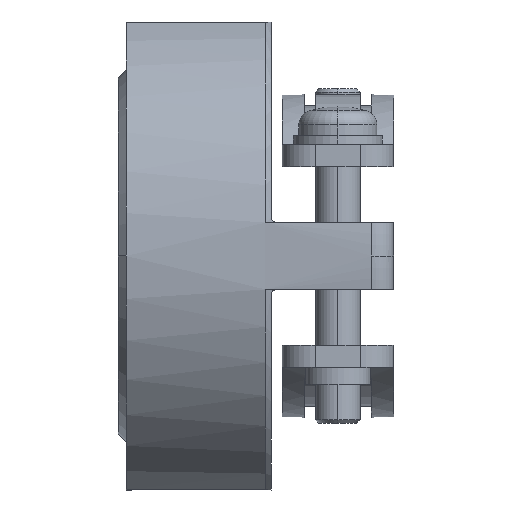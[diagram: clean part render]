
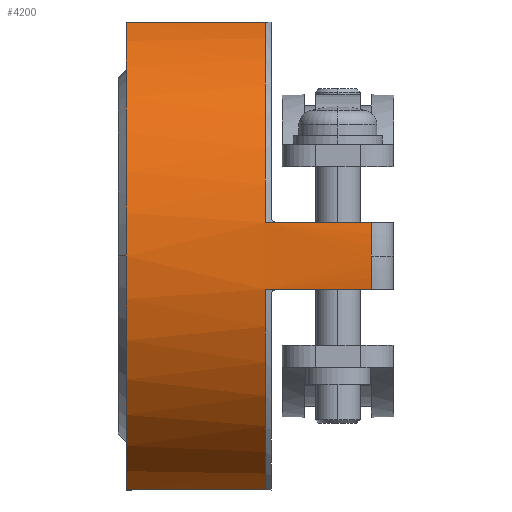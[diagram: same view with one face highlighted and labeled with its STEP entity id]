
A CAD part, front view. The second image highlights one B-rep face of the part: STEP entity #4200.
In plain terms, the highlighted cylindrical face has radius 22.5 mm (diameter 45 mm), a partial arc.
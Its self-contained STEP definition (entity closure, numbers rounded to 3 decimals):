
#3410=CARTESIAN_POINT('',(287.064,0.,0.));
#3420=DIRECTION('',(-1.,0.,0.));
#3430=DIRECTION('',(0.,0.,1.));
#3440=AXIS2_PLACEMENT_3D('',#3410,#3420,#3430);
#3450=CYLINDRICAL_SURFACE('',#3440,22.5);
#3460=CARTESIAN_POINT('',(309.064,0.,0.));
#3470=DIRECTION('',(-1.,0.,0.));
#3480=DIRECTION('',(0.,1.,0.));
#3490=AXIS2_PLACEMENT_3D('',#3460,#3470,#3480);
#3500=CIRCLE('',#3490,22.5);
#3510=CARTESIAN_POINT('',(309.064,-22.299,-3.));
#3520=VERTEX_POINT('',#3510);
#3530=CARTESIAN_POINT('',(309.064,-22.5,0.));
#3540=VERTEX_POINT('',#3530);
#3550=EDGE_CURVE('',#3520,#3540,#3500,.T.);
#3560=ORIENTED_EDGE('',*,*,#3550,.T.);
#3570=CARTESIAN_POINT('',(287.064,-22.299,-3.));
#3580=DIRECTION('',(-1.,0.,0.));
#3590=VECTOR('',#3580,1.);
#3600=LINE('',#3570,#3590);
#3610=CARTESIAN_POINT('',(299.564,-22.299,-3.));
#3620=VERTEX_POINT('',#3610);
#3630=EDGE_CURVE('',#3520,#3620,#3600,.T.);
#3640=ORIENTED_EDGE('',*,*,#3630,.F.);
#3650=CARTESIAN_POINT('',(299.564,0.,0.));
#3660=DIRECTION('',(-1.,0.,0.));
#3670=DIRECTION('',(0.,1.,0.));
#3680=AXIS2_PLACEMENT_3D('',#3650,#3660,#3670);
#3690=CIRCLE('',#3680,22.5);
#3700=CARTESIAN_POINT('',(299.564,-8.078,
-21.));
#3710=VERTEX_POINT('',#3700);
#3720=EDGE_CURVE('',#3710,#3620,#3690,.T.);
#3730=ORIENTED_EDGE('',*,*,#3720,.T.);
#3740=CARTESIAN_POINT('',(287.064,-8.078,-21.));
#3750=DIRECTION('',(-1.,0.,0.));
#3760=VECTOR('',#3750,1.);
#3770=LINE('',#3740,#3760);
#3780=CARTESIAN_POINT('',(287.064,-8.078,-21.));
#3790=VERTEX_POINT('',#3780);
#3800=EDGE_CURVE('',#3710,#3790,#3770,.T.);
#3810=ORIENTED_EDGE('',*,*,#3800,.F.);
#3820=CARTESIAN_POINT('',(287.064,0.,0.));
#3830=DIRECTION('',(-1.,0.,0.));
#3840=DIRECTION('',(0.,0.,1.));
#3850=AXIS2_PLACEMENT_3D('',#3820,#3830,#3840);
#3860=CIRCLE('',#3850,22.5);
#3870=CARTESIAN_POINT('',(287.064,-8.078,21.));
#3880=VERTEX_POINT('',#3870);
#3890=EDGE_CURVE('',#3790,#3880,#3860,.T.);
#3900=ORIENTED_EDGE('',*,*,#3890,.F.);
#3910=CARTESIAN_POINT('',(287.064,-8.078,21.));
#3920=DIRECTION('',(-1.,0.,0.));
#3930=VECTOR('',#3920,1.);
#3940=LINE('',#3910,#3930);
#3950=CARTESIAN_POINT('',(299.564,-8.078,
21.));
#3960=VERTEX_POINT('',#3950);
#3970=EDGE_CURVE('',#3960,#3880,#3940,.T.);
#3980=ORIENTED_EDGE('',*,*,#3970,.T.);
#3990=CARTESIAN_POINT('',(299.564,0.,0.));
#4000=DIRECTION('',(-1.,0.,0.));
#4010=DIRECTION('',(0.,1.,0.));
#4020=AXIS2_PLACEMENT_3D('',#3990,#4000,#4010);
#4030=CIRCLE('',#4020,22.5);
#4040=CARTESIAN_POINT('',(299.564,-22.299,3.));
#4050=VERTEX_POINT('',#4040);
#4060=EDGE_CURVE('',#4050,#3960,#4030,.T.);
#4070=ORIENTED_EDGE('',*,*,#4060,.T.);
#4080=CARTESIAN_POINT('',(287.064,-22.299,
3.));
#4090=DIRECTION('',(-1.,0.,0.));
#4100=VECTOR('',#4090,1.);
#4110=LINE('',#4080,#4100);
#4120=CARTESIAN_POINT('',(309.064,-22.299,
3.));
#4130=VERTEX_POINT('',#4120);
#4140=EDGE_CURVE('',#4130,#4050,#4110,.T.);
#4150=ORIENTED_EDGE('',*,*,#4140,.T.);
#4160=EDGE_CURVE('',#3540,#4130,#3500,.T.);
#4170=ORIENTED_EDGE('',*,*,#4160,.T.);
#4180=EDGE_LOOP('',(#4170,#4150,#4070,#3980,#3900,#3810,#3730,#3640,
#3560));
#4190=FACE_OUTER_BOUND('',#4180,.T.);
#4200=ADVANCED_FACE('',(#4190),#3450,.T.);
